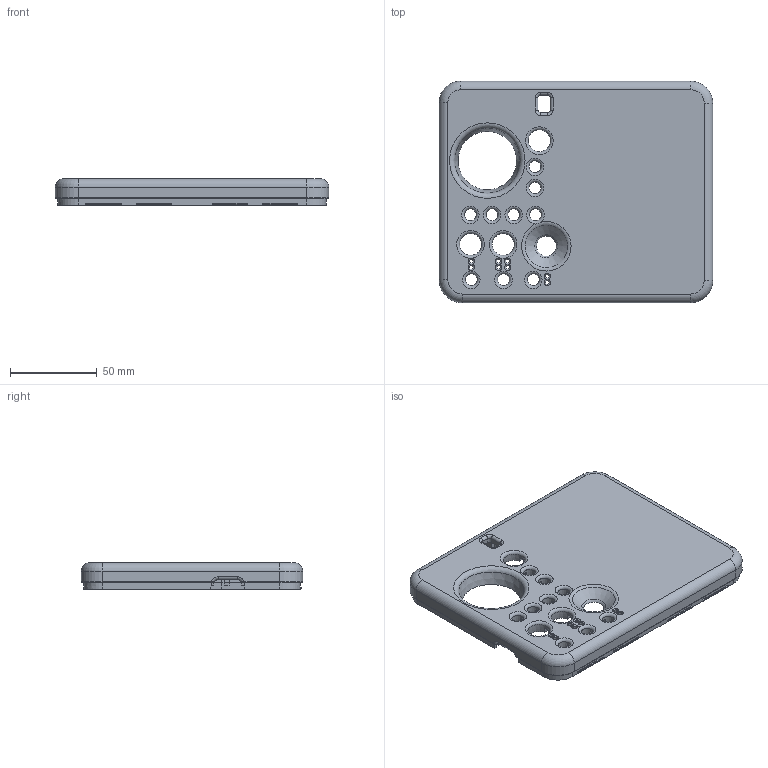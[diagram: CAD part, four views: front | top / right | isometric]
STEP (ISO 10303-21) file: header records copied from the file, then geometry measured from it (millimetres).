
FILE_DESCRIPTION(/* description */ (''),/* implementation_level */ '2;1');
FILE_NAME(/* name */ 'Front - Supercon 2023 Badge Enclosure - Basic-2-Hacking.step',/* time_stamp */ '2023-11-01T01:13:53-07:00',/* author */ (''),/* organization */ (''),/* preprocessor_version */ 'ST-DEVELOPER v20',/* originating_system */ 'Autodesk Translation Framework v12.14.0.127',/* authorisation */ '');
FILE_SCHEMA (('AUTOMOTIVE_DESIGN { 1 0 10303 214 3 1 1 }'));
Length unit declared in the file: millimetre
Products named in the file (1): Supercon 2023 Badge Enclosure - Basic-2-Hacking
Bounding box: 157.6 x 127.6 x 15.4 mm (x, y, z)
Volume: 78252.4 mm3; surface area: 59506.4 mm2
Topology: 1 solids, 1 shells, 616 faces, 1682 edges, 1054 vertices
Faces by surface type: plane 405, cylinder 82, cone 69, torus 47, bspline 13
Entity records: 20174 total; most frequent: CARTESIAN_POINT 4184, DIRECTION 3398, ORIENTED_EDGE 3364, EDGE_CURVE 1682, AXIS2_PLACEMENT_3D 1196, VERTEX_POINT 1054, LINE 1006, VECTOR 1006
